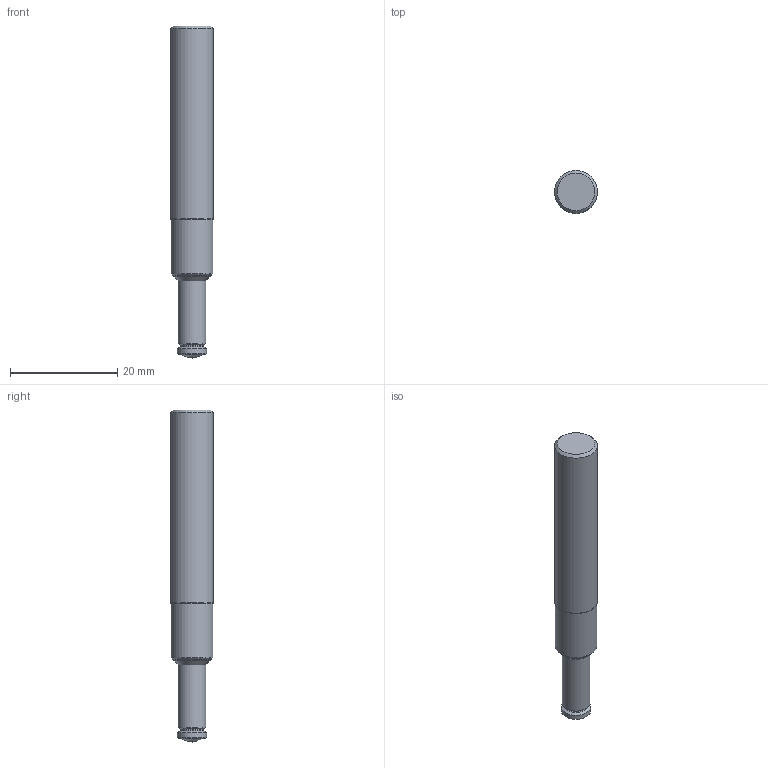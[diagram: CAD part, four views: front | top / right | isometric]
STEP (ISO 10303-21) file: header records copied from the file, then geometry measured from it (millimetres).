
FILE_DESCRIPTION(/* description */ (''),/* implementation_level */ '2;1');
FILE_NAME(/* name */ 'DTM-1_4X28UNF-8R1.stp',/* time_stamp */ '2017-09-14T08:51:20+05:00',/* author */ (''),/* organization */ (''),/* preprocessor_version */ 'ST-DEVELOPER v16',/* originating_system */ 'SIEMENS PLM Software NX 11.0',/* authorisation */ '');
FILE_SCHEMA (('AUTOMOTIVE_DESIGN { 1 0 10303 214 3 1 1 1 }'));
Length unit declared in the file: millimetre
Products named in the file (1): DTM-1_4X28UNF-8R1
Bounding box: 8 x 8 x 62 mm (x, y, z)
Volume: 2632.4 mm3; surface area: 1663.4 mm2
Topology: 3 solids, 3 shells, 27 faces, 45 edges, 25 vertices
Faces by surface type: cone 15, plane 7, cylinder 5
Full cylindrical faces by diameter (mm): 4.18 x1, 5.173 x1, 5.44 x1, 7.8 x1, 8 x1
Entity records: 582 total; most frequent: DIRECTION 110, CARTESIAN_POINT 80, AXIS2_PLACEMENT_3D 55, EDGE_LOOP 48, ORIENTED_EDGE 48, FACE_BOUND 44, ADVANCED_FACE 27, VERTEX_POINT 25
